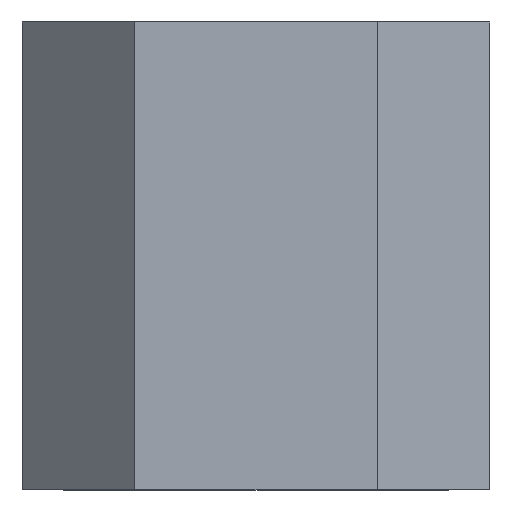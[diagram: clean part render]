
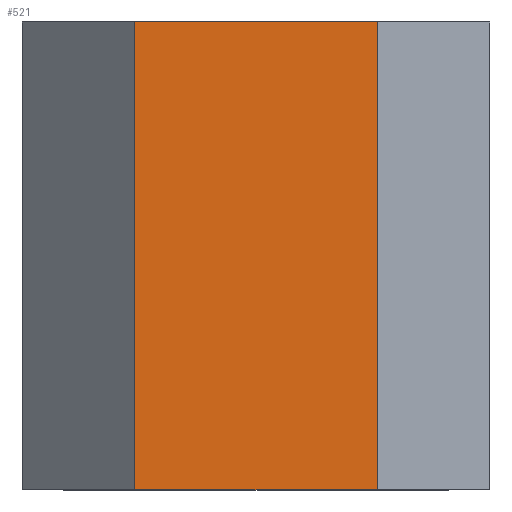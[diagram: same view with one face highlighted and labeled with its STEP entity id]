
A CAD part, left-side view. The second image highlights one B-rep face of the part: STEP entity #521.
In plain terms, the highlighted planar face has unit normal (-1, 0, 0).
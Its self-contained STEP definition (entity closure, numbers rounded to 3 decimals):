
#46=FACE_OUTER_BOUND('',#74,.T.);
#74=EDGE_LOOP('',(#434,#435,#436,#437));
#134=LINE('',#832,#200);
#135=LINE('',#835,#201);
#136=LINE('',#837,#202);
#137=LINE('',#838,#203);
#200=VECTOR('',#684,10.);
#201=VECTOR('',#687,10.);
#202=VECTOR('',#688,10.);
#203=VECTOR('',#689,10.);
#252=VERTEX_POINT('',#828);
#253=VERTEX_POINT('',#830);
#254=VERTEX_POINT('',#834);
#255=VERTEX_POINT('',#836);
#320=EDGE_CURVE('',#252,#253,#134,.T.);
#321=EDGE_CURVE('',#254,#252,#135,.T.);
#322=EDGE_CURVE('',#255,#253,#136,.T.);
#323=EDGE_CURVE('',#254,#255,#137,.T.);
#434=ORIENTED_EDGE('',*,*,#321,.T.);
#435=ORIENTED_EDGE('',*,*,#320,.T.);
#436=ORIENTED_EDGE('',*,*,#322,.F.);
#437=ORIENTED_EDGE('',*,*,#323,.F.);
#494=PLANE('',#568);
#521=ADVANCED_FACE('',(#46),#494,.T.);
#568=AXIS2_PLACEMENT_3D('',#833,#685,#686);
#684=DIRECTION('',(0.,0.,1.));
#685=DIRECTION('center_axis',(-1.,0.,0.));
#686=DIRECTION('ref_axis',(0.,-1.,0.));
#687=DIRECTION('',(0.,-1.,0.));
#688=DIRECTION('',(0.,-1.,0.));
#689=DIRECTION('',(0.,0.,1.));
#828=CARTESIAN_POINT('',(-6.,-2.798,-0.4));
#830=CARTESIAN_POINT('',(-6.,-2.798,10.4));
#832=CARTESIAN_POINT('',(-6.,-2.798,-0.4));
#833=CARTESIAN_POINT('Origin',(-6.,2.798,-0.4));
#834=CARTESIAN_POINT('',(-6.,2.798,-0.4));
#835=CARTESIAN_POINT('',(-6.,2.798,-0.4));
#836=CARTESIAN_POINT('',(-6.,2.798,10.4));
#837=CARTESIAN_POINT('',(-6.,2.798,10.4));
#838=CARTESIAN_POINT('',(-6.,2.798,-0.4));
